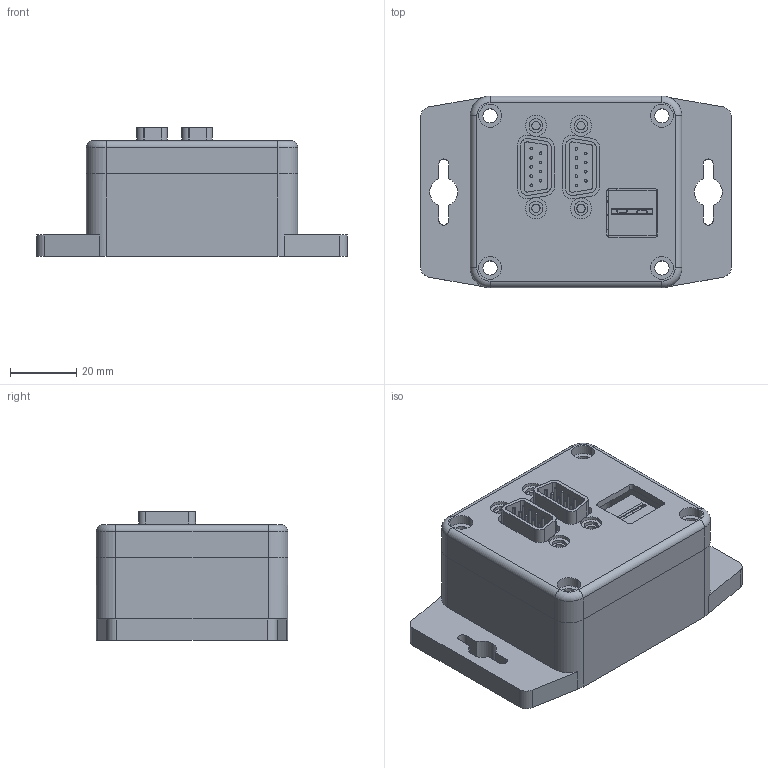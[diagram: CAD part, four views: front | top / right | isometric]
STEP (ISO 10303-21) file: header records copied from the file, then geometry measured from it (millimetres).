
FILE_DESCRIPTION (( 'STEP AP214' ), '1' );
FILE_NAME ('ﾑ鸙淲隆 萵韭_WS16.STEP', '2019-11-14T23:29:59', ( '' ), ( '' ), 'SwSTEP 2.0', 'SolidWorks 2018', '' );
FILE_SCHEMA (( 'AUTOMOTIVE_DESIGN' ));
Length unit declared in the file: millimetre
Products named in the file (1): ﾑ鸙淲隆 萵韭_WS16
Bounding box: 94 x 58 x 39 mm (x, y, z)
Volume: 64530.1 mm3; surface area: 39697.1 mm2
Topology: 8 solids, 8 shells, 566 faces, 1459 edges, 970 vertices
Faces by surface type: cylinder 290, plane 272, torus 4
Entity records: 23862 total; most frequent: DIRECTION 3181, CARTESIAN_POINT 2996, ORIENTED_EDGE 2918, EDGE_CURVE 1459, AXIS2_PLACEMENT_3D 1155, VERTEX_POINT 970, VECTOR 871, LINE 871
